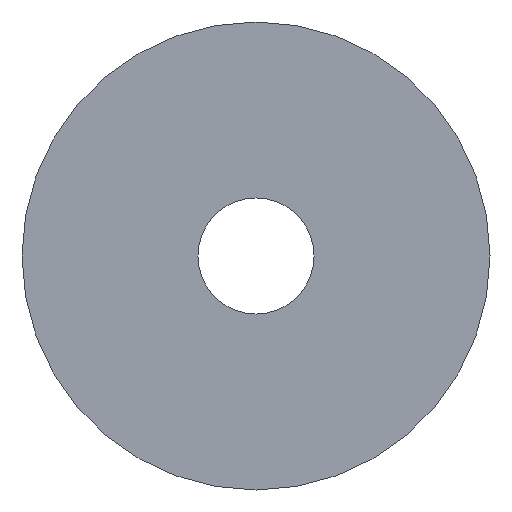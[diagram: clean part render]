
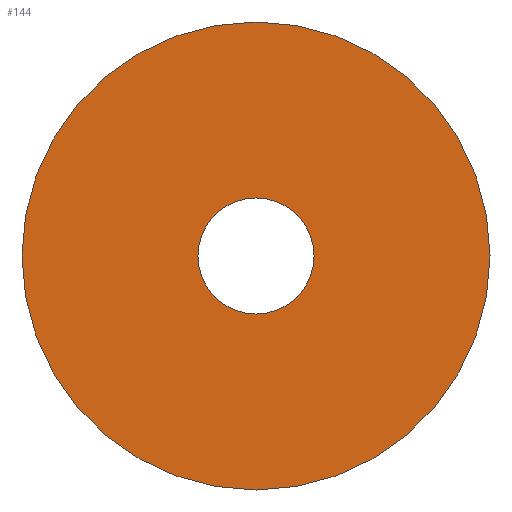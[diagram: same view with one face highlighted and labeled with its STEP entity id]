
A CAD part, front view. The second image highlights one B-rep face of the part: STEP entity #144.
In plain terms, the highlighted planar face has unit normal (0, -1, 0).
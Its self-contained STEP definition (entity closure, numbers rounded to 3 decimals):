
#1 = VERTEX_POINT ( 'NONE', #26 ) ;
#6 = DIRECTION ( 'NONE',  ( 0., 0., 1. ) ) ;
#9 = VERTEX_POINT ( 'NONE', #239 ) ;
#23 = CARTESIAN_POINT ( 'NONE',  ( 0., -0.35, 12.5 ) ) ;
#26 = CARTESIAN_POINT ( 'NONE',  ( 0., -0.35, -12.5 ) ) ;
#27 = CARTESIAN_POINT ( 'NONE',  ( 0., -0.35, 0. ) ) ;
#35 = AXIS2_PLACEMENT_3D ( 'NONE', #161, #65, #125 ) ;
#44 = VERTEX_POINT ( 'NONE', #23 ) ;
#47 = FACE_BOUND ( 'NONE', #157, .T. ) ;
#54 = EDGE_CURVE ( 'NONE', #57, #9, #77, .T. ) ;
#57 = VERTEX_POINT ( 'NONE', #94 ) ;
#61 = DIRECTION ( 'NONE',  ( 0., 0., 1. ) ) ;
#65 = DIRECTION ( 'NONE',  ( 0., 1., 0. ) ) ;
#77 = CIRCLE ( 'NONE', #212, 3.1 ) ;
#85 = EDGE_CURVE ( 'NONE', #44, #1, #122, .T. ) ;
#94 = CARTESIAN_POINT ( 'NONE',  ( 0., -0.35, 3.1 ) ) ;
#102 = CIRCLE ( 'NONE', #133, 3.1 ) ;
#104 = ORIENTED_EDGE ( 'NONE', *, *, #85, .F. ) ;
#112 = EDGE_LOOP ( 'NONE', ( #196, #104 ) ) ;
#114 = FACE_OUTER_BOUND ( 'NONE', #112, .T. ) ;
#119 = DIRECTION ( 'NONE',  ( 0., 0., 1. ) ) ;
#122 = CIRCLE ( 'NONE', #197, 12.5 ) ;
#125 = DIRECTION ( 'NONE',  ( 0., 0., 1. ) ) ;
#133 = AXIS2_PLACEMENT_3D ( 'NONE', #166, #163, #225 ) ;
#142 = DIRECTION ( 'NONE',  ( 0., 1., 0. ) ) ;
#144 = ADVANCED_FACE ( 'NONE', ( #47, #114 ), #200, .F. ) ;
#157 = EDGE_LOOP ( 'NONE', ( #206, #214 ) ) ;
#161 = CARTESIAN_POINT ( 'NONE',  ( 0., -0.35, 0. ) ) ;
#163 = DIRECTION ( 'NONE',  ( 0., 1., 0. ) ) ;
#165 = CIRCLE ( 'NONE', #35, 12.5 ) ;
#166 = CARTESIAN_POINT ( 'NONE',  ( 0., -0.35, 0. ) ) ;
#169 = EDGE_CURVE ( 'NONE', #9, #57, #102, .T. ) ;
#173 = CARTESIAN_POINT ( 'NONE',  ( 0., -0.35, 0. ) ) ;
#193 = CARTESIAN_POINT ( 'NONE',  ( 0., -0.35, 0. ) ) ;
#195 = DIRECTION ( 'NONE',  ( 0., 1., 0. ) ) ;
#196 = ORIENTED_EDGE ( 'NONE', *, *, #207, .F. ) ;
#197 = AXIS2_PLACEMENT_3D ( 'NONE', #173, #195, #6 ) ;
#200 = PLANE ( 'NONE',  #227 ) ;
#206 = ORIENTED_EDGE ( 'NONE', *, *, #54, .T. ) ;
#207 = EDGE_CURVE ( 'NONE', #1, #44, #165, .T. ) ;
#211 = DIRECTION ( 'NONE',  ( 0., 1., 0. ) ) ;
#212 = AXIS2_PLACEMENT_3D ( 'NONE', #193, #211, #61 ) ;
#214 = ORIENTED_EDGE ( 'NONE', *, *, #169, .T. ) ;
#225 = DIRECTION ( 'NONE',  ( 0., 0., 1. ) ) ;
#227 = AXIS2_PLACEMENT_3D ( 'NONE', #27, #142, #119 ) ;
#239 = CARTESIAN_POINT ( 'NONE',  ( 0., -0.35, -3.1 ) ) ;
